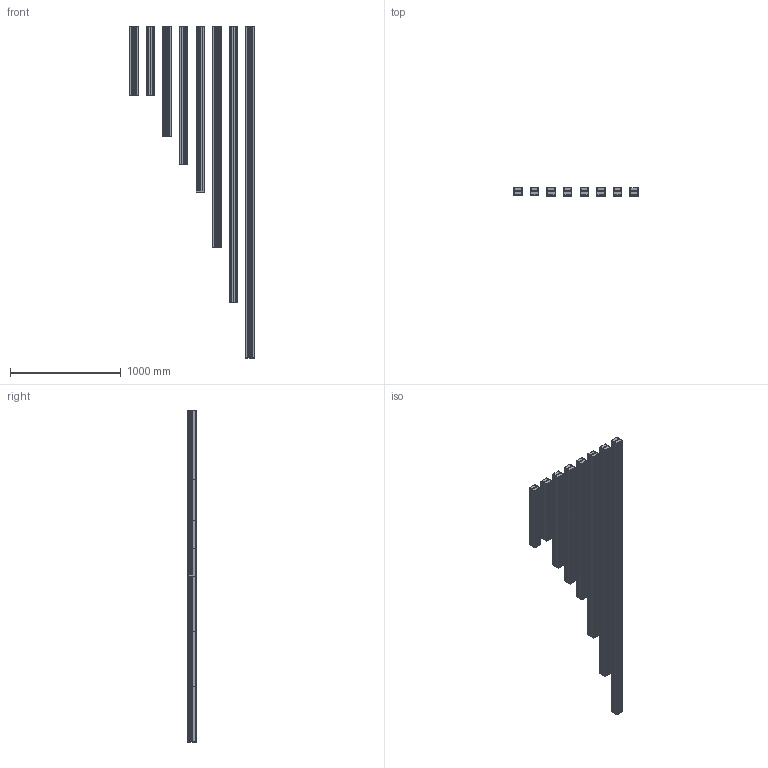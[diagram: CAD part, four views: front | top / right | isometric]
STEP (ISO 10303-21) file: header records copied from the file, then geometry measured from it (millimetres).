
FILE_DESCRIPTION (( 'STEP AP214' ), '1' );
FILE_NAME ('S75 FULL MOD.STEP', '2020-08-05T11:07:00', ( '' ), ( '' ), 'SwSTEP 2.0', 'SolidWorks 2018', '' );
FILE_SCHEMA (( 'AUTOMOTIVE_DESIGN' ));
Length unit declared in the file: millimetre
Products named in the file (29): S75 ASSEMBLY_1000; 膰豵鵨_1000; 碫蠉瞃趌1250; 膰豵鵨_1250; COVER-65_500; 碫蠉瞃趌500; Çåðêàëüíî îòðàçèòüS75 COVER; S75 ASSEMBLY_625; 膰豵鵨_2000; 碫蠉瞃趌625; 碫蠉瞃趌2500; S75 ASSEMBLY_500; 24v-3a; S75 ASSEMBLY_1500; 碫蠉瞃趌3000; S75 COVER; 碫蠉瞃趌1000; 碫蠉瞃趌2000; 膰豵鵨_625; 膰豵鵨_1500; S75 ASSEMBLY_3000; S75 ASSEMBLY_2000; hexa csunk flathd screw_iso_ISO 14581 M2x4x4-N; 膰豵鵨_2500; S75 ASSEMBLY_1250; S75 ASSEMBLY_2500; 膰豵鵨_3000; S75 FULL MOD; 碫蠉瞃趌1500
Assembly tree (120 placements, depth 3):
  S75 FULL MOD
    S75 ASSEMBLY_500
      膰豵鵨_625
      hexa csunk flathd screw_iso_ISO 14581 M2x4x4-N  x8
      碫蠉瞃趌500
      S75 COVER
      Çåðêàëüíî îòðàçèòüS75 COVER
      COVER-65_500
      24v-3a
    S75 ASSEMBLY_625
      膰豵鵨_625
      hexa csunk flathd screw_iso_ISO 14581 M2x4x4-N  x8
      碫蠉瞃趌625
      S75 COVER
      Çåðêàëüíî îòðàçèòüS75 COVER
      COVER-65_500
      24v-3a
    S75 ASSEMBLY_1000
      膰豵鵨_1000
      hexa csunk flathd screw_iso_ISO 14581 M2x4x4-N  x8
      碫蠉瞃趌1000
      S75 COVER
      Çåðêàëüíî îòðàçèòüS75 COVER
      COVER-65_500
      24v-3a
    S75 ASSEMBLY_1250
      膰豵鵨_1250
      hexa csunk flathd screw_iso_ISO 14581 M2x4x4-N  x8
      碫蠉瞃趌1250
      S75 COVER
      Çåðêàëüíî îòðàçèòüS75 COVER
      COVER-65_500
      24v-3a
    S75 ASSEMBLY_1500
      膰豵鵨_1500
      hexa csunk flathd screw_iso_ISO 14581 M2x4x4-N  x8
      碫蠉瞃趌1500
      S75 COVER
      Çåðêàëüíî îòðàçèòüS75 COVER
      COVER-65_500
      24v-3a
    S75 ASSEMBLY_2000
      膰豵鵨_2000
      hexa csunk flathd screw_iso_ISO 14581 M2x4x4-N  x8
      碫蠉瞃趌2000
      S75 COVER
      Çåðêàëüíî îòðàçèòüS75 COVER
      COVER-65_500
      24v-3a
    S75 ASSEMBLY_2500
      膰豵鵨_2500
      hexa csunk flathd screw_iso_ISO 14581 M2x4x4-N  x8
      碫蠉瞃趌2500
      S75 COVER
      Çåðêàëüíî îòðàçèòüS75 COVER
      COVER-65_500
      24v-3a
    S75 ASSEMBLY_3000
      膰豵鵨_3000
      hexa csunk flathd screw_iso_ISO 14581 M2x4x4-N  x8
Bounding box: 1125 x 75 x 3003 mm (x, y, z)
Volume: 12578577.3 mm3; surface area: 12517097.7 mm2
Topology: 112 solids, 112 shells, 5432 faces, 15368 edges, 10160 vertices
Faces by surface type: cylinder 2960, plane 2216, cone 256
Full cylindrical faces by diameter (mm): 1.8 x64, 2 x64, 3.8 x64
Entity records: 114984 total; most frequent: DIRECTION 20260, CARTESIAN_POINT 20134, ORIENTED_EDGE 19834, EDGE_CURVE 9917, AXIS2_PLACEMENT_3D 6867, VERTEX_POINT 6621, LINE 6526, VECTOR 6526
